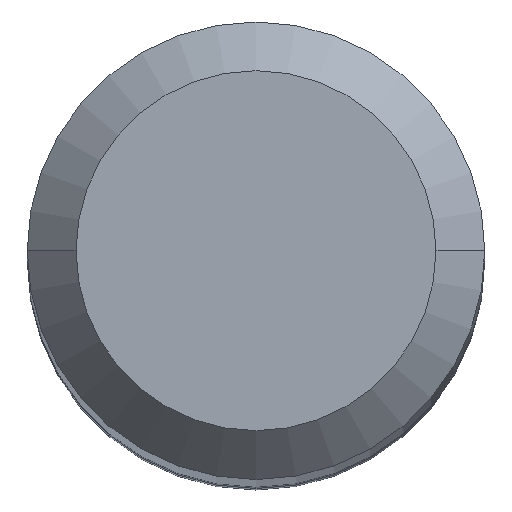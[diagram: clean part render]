
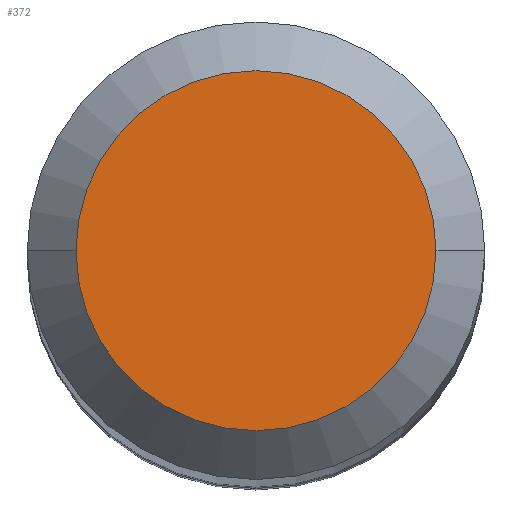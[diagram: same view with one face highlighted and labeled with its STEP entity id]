
A CAD part, top view. The second image highlights one B-rep face of the part: STEP entity #372.
In plain terms, the highlighted planar face has unit normal (0, 0, 1).
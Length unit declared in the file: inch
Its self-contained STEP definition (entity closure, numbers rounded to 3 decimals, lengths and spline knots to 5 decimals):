
#5 = CIRCLE ( 'NONE', #113, 0.07375 ) ;
#48 = CIRCLE ( 'NONE', #498, 0.07375 ) ;
#52 = DIRECTION ( 'NONE',  ( 0., 0., 1. ) ) ;
#53 = AXIS2_PLACEMENT_3D ( 'NONE', #306, #366, #446 ) ;
#59 = DIRECTION ( 'NONE',  ( 0., 0., 1. ) ) ;
#113 = AXIS2_PLACEMENT_3D ( 'NONE', #235, #59, #232 ) ;
#124 = CARTESIAN_POINT ( 'NONE',  ( -0.07375, 0., 0. ) ) ;
#126 = VERTEX_POINT ( 'NONE', #400 ) ;
#145 = DIRECTION ( 'NONE',  ( 1., 0., 0. ) ) ;
#148 = EDGE_LOOP ( 'NONE', ( #500, #484 ) ) ;
#229 = FACE_OUTER_BOUND ( 'NONE', #148, .T. ) ;
#232 = DIRECTION ( 'NONE',  ( 1., 0., 0. ) ) ;
#235 = CARTESIAN_POINT ( 'NONE',  ( 0., 0., 0. ) ) ;
#266 = CARTESIAN_POINT ( 'NONE',  ( 0., 0., 0. ) ) ;
#306 = CARTESIAN_POINT ( 'NONE',  ( 0., 0.07375, 0. ) ) ;
#366 = DIRECTION ( 'NONE',  ( 0., 0., -1. ) ) ;
#372 = ADVANCED_FACE ( 'NONE', ( #229 ), #529, .F. ) ;
#380 = EDGE_CURVE ( 'NONE', #126, #399, #48, .T. ) ;
#399 = VERTEX_POINT ( 'NONE', #124 ) ;
#400 = CARTESIAN_POINT ( 'NONE',  ( 0.07375, 0., 0. ) ) ;
#420 = EDGE_CURVE ( 'NONE', #399, #126, #5, .T. ) ;
#446 = DIRECTION ( 'NONE',  ( -1., 0., 0. ) ) ;
#484 = ORIENTED_EDGE ( 'NONE', *, *, #380, .T. ) ;
#498 = AXIS2_PLACEMENT_3D ( 'NONE', #266, #52, #145 ) ;
#500 = ORIENTED_EDGE ( 'NONE', *, *, #420, .T. ) ;
#529 = PLANE ( 'NONE',  #53 ) ;
